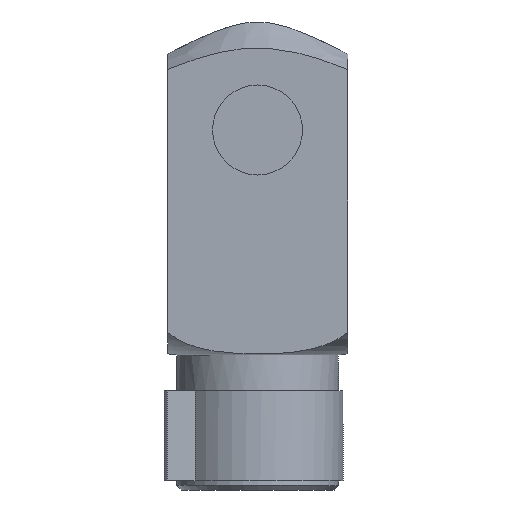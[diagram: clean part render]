
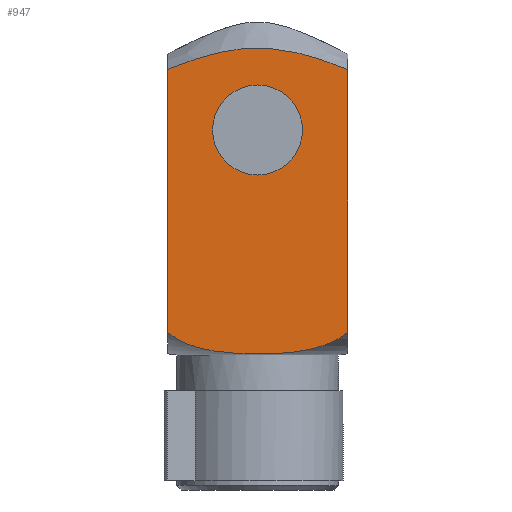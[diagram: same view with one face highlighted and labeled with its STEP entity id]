
A CAD part, left-side view. The second image highlights one B-rep face of the part: STEP entity #947.
In plain terms, the highlighted planar face has unit normal (-1, 0, 0).
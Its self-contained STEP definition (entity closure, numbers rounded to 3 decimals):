
#20=(
BOUNDED_CURVE()
B_SPLINE_CURVE(2,(#1580,#1581,#1582),.UNSPECIFIED.,.F.,.F.)
B_SPLINE_CURVE_WITH_KNOTS((3,3),(0.858,3.903),
 .UNSPECIFIED.)
CURVE()
GEOMETRIC_REPRESENTATION_ITEM()
RATIONAL_B_SPLINE_CURVE((1.426,2.017,1.426))
REPRESENTATION_ITEM('')
);
#84=LINE('',#1596,#153);
#85=LINE('',#1616,#154);
#153=VECTOR('',#1251,29.222);
#154=VECTOR('',#1252,29.222);
#170=B_SPLINE_CURVE_WITH_KNOTS('',3,(#1598,#1599,#1600,#1601,#1602,#1603,
#1604,#1605,#1606,#1607,#1608,#1609,#1610,#1611,#1612,#1613,#1614,#1615),
 .UNSPECIFIED.,.F.,.F.,(4,2,2,2,2,2,2,2,4),(2.074,2.113,
2.257,2.66,3.064,3.468,3.872,
4.015,4.055),.UNSPECIFIED.);
#203=PLANE('',#1032);
#223=FACE_BOUND('',#339,.T.);
#273=FACE_OUTER_BOUND('',#338,.T.);
#338=EDGE_LOOP('',(#789,#790,#791,#792));
#339=EDGE_LOOP('',(#793));
#357=CIRCLE('',#965,5.);
#391=VERTEX_POINT('',#1291);
#458=VERTEX_POINT('',#1574);
#460=VERTEX_POINT('',#1579);
#463=VERTEX_POINT('',#1595);
#464=VERTEX_POINT('',#1597);
#476=EDGE_CURVE('',#391,#391,#357,.T.);
#573=EDGE_CURVE('',#460,#458,#20,.T.);
#577=EDGE_CURVE('',#463,#458,#84,.T.);
#578=EDGE_CURVE('',#463,#464,#170,.T.);
#579=EDGE_CURVE('',#464,#460,#85,.T.);
#789=ORIENTED_EDGE('',*,*,#573,.T.);
#790=ORIENTED_EDGE('',*,*,#577,.F.);
#791=ORIENTED_EDGE('',*,*,#578,.T.);
#792=ORIENTED_EDGE('',*,*,#579,.T.);
#793=ORIENTED_EDGE('',*,*,#476,.T.);
#947=ADVANCED_FACE('',(#273,#223),#203,.T.);
#965=AXIS2_PLACEMENT_3D('',#1292,#1058,#1059);
#1032=AXIS2_PLACEMENT_3D('',#1594,#1249,#1250);
#1058=DIRECTION('center_axis',(1.,0.,0.));
#1059=DIRECTION('ref_axis',(0.,0.,1.));
#1249=DIRECTION('center_axis',(-1.,0.,0.));
#1250=DIRECTION('ref_axis',(0.,0.,1.));
#1251=DIRECTION('',(0.,0.,1.));
#1252=DIRECTION('',(0.,0.,1.));
#1291=CARTESIAN_POINT('',(-39.779,15.533,35.));
#1292=CARTESIAN_POINT('Origin',(-39.779,15.533,40.));
#1574=CARTESIAN_POINT('',(-39.779,25.533,46.722));
#1579=CARTESIAN_POINT('',(-39.779,5.533,46.722));
#1580=CARTESIAN_POINT('Ctrl Pts',(-39.779,5.533,46.722));
#1581=CARTESIAN_POINT('Ctrl Pts',(-39.779,15.533,50.804));
#1582=CARTESIAN_POINT('Ctrl Pts',(-39.779,25.533,46.722));
#1594=CARTESIAN_POINT('Origin',(-39.779,5.533,15.));
#1595=CARTESIAN_POINT('',(-39.779,25.533,17.5));
#1596=CARTESIAN_POINT('',(-39.779,25.533,15.));
#1597=CARTESIAN_POINT('',(-39.779,5.533,17.5));
#1598=CARTESIAN_POINT('Ctrl Pts',(-39.779,25.533,17.5));
#1599=CARTESIAN_POINT('Ctrl Pts',(-39.779,25.422,17.411));
#1600=CARTESIAN_POINT('Ctrl Pts',(-39.779,25.308,17.325));
#1601=CARTESIAN_POINT('Ctrl Pts',(-39.779,24.767,16.939));
#1602=CARTESIAN_POINT('Ctrl Pts',(-39.779,24.31,16.678));
#1603=CARTESIAN_POINT('Ctrl Pts',(-39.779,22.664,15.89));
#1604=CARTESIAN_POINT('Ctrl Pts',(-39.779,21.253,15.541));
#1605=CARTESIAN_POINT('Ctrl Pts',(-39.779,18.359,15.17));
#1606=CARTESIAN_POINT('Ctrl Pts',(-39.779,16.879,15.127));
#1607=CARTESIAN_POINT('Ctrl Pts',(-39.779,14.187,15.127));
#1608=CARTESIAN_POINT('Ctrl Pts',(-39.779,12.707,15.17));
#1609=CARTESIAN_POINT('Ctrl Pts',(-39.779,9.814,15.541));
#1610=CARTESIAN_POINT('Ctrl Pts',(-39.779,8.402,15.89));
#1611=CARTESIAN_POINT('Ctrl Pts',(-39.779,6.756,16.678));
#1612=CARTESIAN_POINT('Ctrl Pts',(-39.779,6.3,16.939));
#1613=CARTESIAN_POINT('Ctrl Pts',(-39.779,5.758,17.325));
#1614=CARTESIAN_POINT('Ctrl Pts',(-39.779,5.644,17.411));
#1615=CARTESIAN_POINT('Ctrl Pts',(-39.779,5.533,17.5));
#1616=CARTESIAN_POINT('',(-39.779,5.533,15.));
